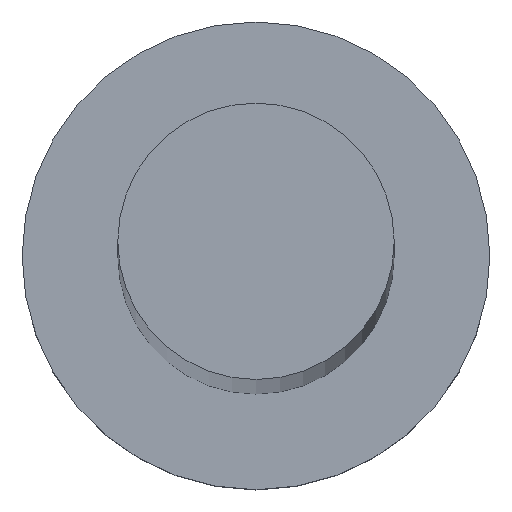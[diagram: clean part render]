
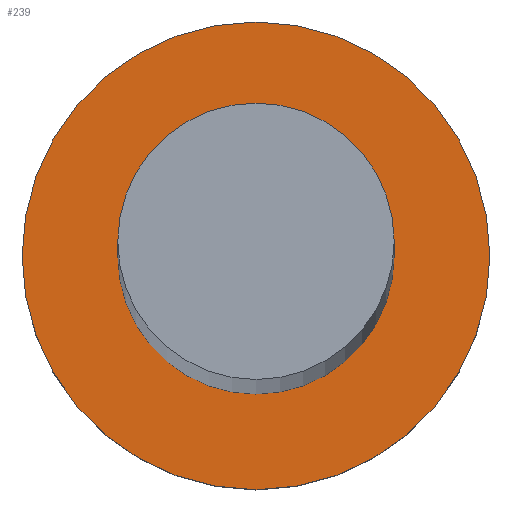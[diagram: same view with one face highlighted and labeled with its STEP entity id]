
A CAD part, top view. The second image highlights one B-rep face of the part: STEP entity #239.
In plain terms, the highlighted planar face has unit normal (0, 0, 1).
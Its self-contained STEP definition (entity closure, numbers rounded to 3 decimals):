
#6 = AXIS2_PLACEMENT_3D ( 'NONE', #114, #173, #208 ) ;
#15 = VERTEX_POINT ( 'NONE', #44 ) ;
#28 = EDGE_LOOP ( 'NONE', ( #144, #125 ) ) ;
#29 = CIRCLE ( 'NONE', #34, 11. ) ;
#34 = AXIS2_PLACEMENT_3D ( 'NONE', #135, #229, #39 ) ;
#36 = FACE_OUTER_BOUND ( 'NONE', #28, .T. ) ;
#39 = DIRECTION ( 'NONE',  ( 1., 0., 0. ) ) ;
#44 = CARTESIAN_POINT ( 'NONE',  ( 11., 0., 7. ) ) ;
#48 = VERTEX_POINT ( 'NONE', #193 ) ;
#77 = DIRECTION ( 'NONE',  ( 1., 0., 0. ) ) ;
#96 = VERTEX_POINT ( 'NONE', #129 ) ;
#98 = CARTESIAN_POINT ( 'NONE',  ( -11., 0., 7. ) ) ;
#111 = EDGE_CURVE ( 'NONE', #15, #185, #29, .T. ) ;
#113 = DIRECTION ( 'NONE',  ( 1., 0., 0. ) ) ;
#114 = CARTESIAN_POINT ( 'NONE',  ( 0., 0., 7. ) ) ;
#118 = CIRCLE ( 'NONE', #6, 6.5 ) ;
#119 = AXIS2_PLACEMENT_3D ( 'NONE', #211, #249, #214 ) ;
#124 = EDGE_CURVE ( 'NONE', #185, #15, #242, .T. ) ;
#125 = ORIENTED_EDGE ( 'NONE', *, *, #111, .T. ) ;
#129 = CARTESIAN_POINT ( 'NONE',  ( -6.5, 0., 7. ) ) ;
#133 = DIRECTION ( 'NONE',  ( 0., 0., 1. ) ) ;
#135 = CARTESIAN_POINT ( 'NONE',  ( 0., 0., 7. ) ) ;
#141 = EDGE_CURVE ( 'NONE', #48, #96, #118, .T. ) ;
#144 = ORIENTED_EDGE ( 'NONE', *, *, #124, .T. ) ;
#163 = AXIS2_PLACEMENT_3D ( 'NONE', #184, #233, #113 ) ;
#169 = ORIENTED_EDGE ( 'NONE', *, *, #141, .F. ) ;
#170 = EDGE_CURVE ( 'NONE', #96, #48, #197, .T. ) ;
#173 = DIRECTION ( 'NONE',  ( 0., 0., 1. ) ) ;
#184 = CARTESIAN_POINT ( 'NONE',  ( 0., 0., 7. ) ) ;
#185 = VERTEX_POINT ( 'NONE', #98 ) ;
#188 = ORIENTED_EDGE ( 'NONE', *, *, #170, .F. ) ;
#193 = CARTESIAN_POINT ( 'NONE',  ( 6.5, 0., 7. ) ) ;
#197 = CIRCLE ( 'NONE', #119, 6.5 ) ;
#208 = DIRECTION ( 'NONE',  ( 1., 0., 0. ) ) ;
#211 = CARTESIAN_POINT ( 'NONE',  ( 0., 0., 7. ) ) ;
#214 = DIRECTION ( 'NONE',  ( 1., 0., 0. ) ) ;
#229 = DIRECTION ( 'NONE',  ( 0., 0., 1. ) ) ;
#232 = FACE_BOUND ( 'NONE', #243, .T. ) ;
#233 = DIRECTION ( 'NONE',  ( 0., 0., 1. ) ) ;
#236 = AXIS2_PLACEMENT_3D ( 'NONE', #246, #133, #77 ) ;
#239 = ADVANCED_FACE ( 'NONE', ( #232, #36 ), #251, .T. ) ;
#242 = CIRCLE ( 'NONE', #163, 11. ) ;
#243 = EDGE_LOOP ( 'NONE', ( #188, #169 ) ) ;
#246 = CARTESIAN_POINT ( 'NONE',  ( 0., 0., 7. ) ) ;
#249 = DIRECTION ( 'NONE',  ( 0., 0., 1. ) ) ;
#251 = PLANE ( 'NONE',  #236 ) ;
